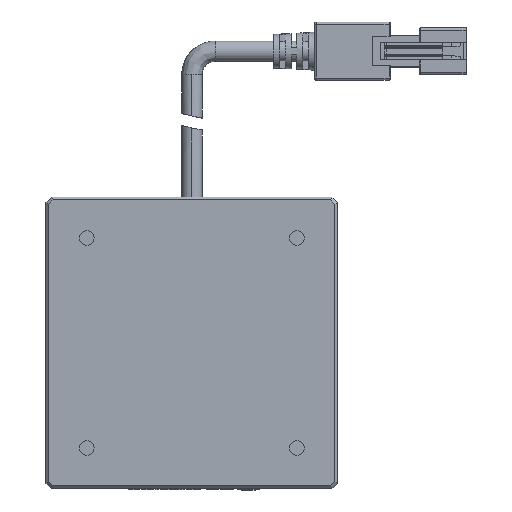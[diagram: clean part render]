
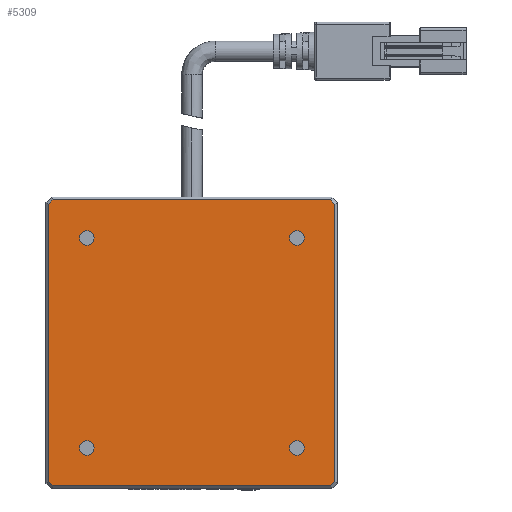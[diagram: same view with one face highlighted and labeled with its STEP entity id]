
A CAD part, top view. The second image highlights one B-rep face of the part: STEP entity #5309.
In plain terms, the highlighted planar face has unit normal (0, 0, 1).
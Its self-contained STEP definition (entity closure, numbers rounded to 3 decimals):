
#67 = EDGE_CURVE ( 'NONE', #25955, #35890, #5223, .T. ) ;
#130 = CIRCLE ( 'NONE', #8364, 1.25 ) ;
#987 = PLANE ( 'NONE',  #11034 ) ;
#1202 = CARTESIAN_POINT ( 'NONE',  ( 43.06, -10.289, 2.25 ) ) ;
#1583 = CARTESIAN_POINT ( 'NONE',  ( 2.517, -3.789, 2.25 ) ) ;
#1584 = CARTESIAN_POINT ( 'NONE',  ( 43.767, 14.211, 2.25 ) ) ;
#1961 = CARTESIAN_POINT ( 'NONE',  ( 43.767, -9.582, 2.25 ) ) ;
#2687 = FACE_OUTER_BOUND ( 'NONE', #33868, .T. ) ;
#2696 = VERTEX_POINT ( 'NONE', #9526 ) ;
#2784 = CARTESIAN_POINT ( 'NONE',  ( 43.06, 38.711, 2.25 ) ) ;
#2935 = LINE ( 'NONE', #3791, #10588 ) ;
#3791 = CARTESIAN_POINT ( 'NONE',  ( 19.267, -10.289, 2.25 ) ) ;
#4953 = CARTESIAN_POINT ( 'NONE',  ( 19.267, 38.711, 2.25 ) ) ;
#5038 = ORIENTED_EDGE ( 'NONE', *, *, #19846, .F. ) ;
#5053 = VECTOR ( 'NONE', #7858, 1000. ) ;
#5217 = DIRECTION ( 'NONE',  ( 0., 0., 1. ) ) ;
#5223 = LINE ( 'NONE', #18624, #38743 ) ;
#5309 = ADVANCED_FACE ( 'NONE', ( #2687, #10346, #36201, #19020, #27626 ), #987, .F. ) ;
#5335 = VECTOR ( 'NONE', #34485, 1000. ) ;
#5966 = EDGE_LOOP ( 'NONE', ( #27106, #5038 ) ) ;
#6165 = EDGE_CURVE ( 'NONE', #7917, #41685, #42163, .T. ) ;
#6447 = VECTOR ( 'NONE', #21568, 1000. ) ;
#6760 = ORIENTED_EDGE ( 'NONE', *, *, #37213, .F. ) ;
#6822 = CARTESIAN_POINT ( 'NONE',  ( 43.767, -9.582, 2.25 ) ) ;
#7551 = DIRECTION ( 'NONE',  ( 0., 0., 1. ) ) ;
#7858 = DIRECTION ( 'NONE',  ( 0., -1., 0. ) ) ;
#7917 = VERTEX_POINT ( 'NONE', #17456 ) ;
#8034 = ORIENTED_EDGE ( 'NONE', *, *, #6165, .F. ) ;
#8059 = DIRECTION ( 'NONE',  ( 0., 0., 1. ) ) ;
#8364 = AXIS2_PLACEMENT_3D ( 'NONE', #27051, #7551, #30258 ) ;
#8401 = CARTESIAN_POINT ( 'NONE',  ( 37.267, -3.789, 2.25 ) ) ;
#8691 = EDGE_CURVE ( 'NONE', #2696, #10324, #20035, .T. ) ;
#9526 = CARTESIAN_POINT ( 'NONE',  ( 2.517, 32.211, 2.25 ) ) ;
#10018 = VERTEX_POINT ( 'NONE', #29306 ) ;
#10086 = EDGE_LOOP ( 'NONE', ( #19180, #26787 ) ) ;
#10324 = VERTEX_POINT ( 'NONE', #40788 ) ;
#10346 = FACE_BOUND ( 'NONE', #10086, .T. ) ;
#10526 = VECTOR ( 'NONE', #38591, 1000. ) ;
#10588 = VECTOR ( 'NONE', #29793, 1000. ) ;
#10923 = CARTESIAN_POINT ( 'NONE',  ( 1.267, -3.789, 2.25 ) ) ;
#11034 = AXIS2_PLACEMENT_3D ( 'NONE', #36766, #17381, #40050 ) ;
#11174 = EDGE_CURVE ( 'NONE', #25805, #20397, #38850, .T. ) ;
#11667 = DIRECTION ( 'NONE',  ( 1., 0., 0. ) ) ;
#11771 = ORIENTED_EDGE ( 'NONE', *, *, #67, .F. ) ;
#13083 = VERTEX_POINT ( 'NONE', #1202 ) ;
#13605 = VERTEX_POINT ( 'NONE', #31789 ) ;
#13774 = DIRECTION ( 'NONE',  ( 0., 0., 1. ) ) ;
#14172 = DIRECTION ( 'NONE',  ( 1., 0., 0. ) ) ;
#14417 = CARTESIAN_POINT ( 'NONE',  ( 43.767, 38.004, 2.25 ) ) ;
#15000 = EDGE_CURVE ( 'NONE', #17336, #10018, #32851, .T. ) ;
#15028 = CARTESIAN_POINT ( 'NONE',  ( 43.06, 38.711, 2.25 ) ) ;
#15918 = CARTESIAN_POINT ( 'NONE',  ( -4.526, -10.289, 2.25 ) ) ;
#16303 = EDGE_CURVE ( 'NONE', #35890, #25805, #17906, .T. ) ;
#16493 = ORIENTED_EDGE ( 'NONE', *, *, #19390, .F. ) ;
#16674 = CARTESIAN_POINT ( 'NONE',  ( -5.233, -9.582, 2.25 ) ) ;
#16798 = VERTEX_POINT ( 'NONE', #30609 ) ;
#17336 = VERTEX_POINT ( 'NONE', #1583 ) ;
#17381 = DIRECTION ( 'NONE',  ( 0., 0., -1. ) ) ;
#17456 = CARTESIAN_POINT ( 'NONE',  ( 36.017, -3.789, 2.25 ) ) ;
#17692 = CIRCLE ( 'NONE', #21364, 1.25 ) ;
#17866 = CARTESIAN_POINT ( 'NONE',  ( 1.267, 32.211, 2.25 ) ) ;
#17906 = LINE ( 'NONE', #4953, #41775 ) ;
#17930 = CARTESIAN_POINT ( 'NONE',  ( 38.517, -3.789, 2.25 ) ) ;
#18314 = CARTESIAN_POINT ( 'NONE',  ( -5.233, 14.211, 2.25 ) ) ;
#18624 = CARTESIAN_POINT ( 'NONE',  ( -5.233, 38.004, 2.25 ) ) ;
#18657 = AXIS2_PLACEMENT_3D ( 'NONE', #24710, #5217, #27953 ) ;
#18794 = CARTESIAN_POINT ( 'NONE',  ( 1.267, 32.211, 2.25 ) ) ;
#19020 = FACE_BOUND ( 'NONE', #26362, .T. ) ;
#19180 = ORIENTED_EDGE ( 'NONE', *, *, #15000, .F. ) ;
#19390 = EDGE_CURVE ( 'NONE', #20397, #25645, #39568, .T. ) ;
#19815 = ORIENTED_EDGE ( 'NONE', *, *, #32620, .F. ) ;
#19846 = EDGE_CURVE ( 'NONE', #10324, #2696, #17692, .T. ) ;
#19899 = EDGE_CURVE ( 'NONE', #16798, #20720, #35410, .T. ) ;
#20035 = CIRCLE ( 'NONE', #21728, 1.25 ) ;
#20149 = EDGE_CURVE ( 'NONE', #10018, #17336, #30256, .T. ) ;
#20397 = VERTEX_POINT ( 'NONE', #14417 ) ;
#20708 = EDGE_CURVE ( 'NONE', #36570, #13605, #130, .T. ) ;
#20720 = VERTEX_POINT ( 'NONE', #16674 ) ;
#21124 = DIRECTION ( 'NONE',  ( 1., 0., 0. ) ) ;
#21260 = EDGE_CURVE ( 'NONE', #13605, #36570, #33087, .T. ) ;
#21296 = DIRECTION ( 'NONE',  ( 1., 0., 0. ) ) ;
#21364 = AXIS2_PLACEMENT_3D ( 'NONE', #18794, #41482, #22035 ) ;
#21568 = DIRECTION ( 'NONE',  ( 0., 1., 0. ) ) ;
#21728 = AXIS2_PLACEMENT_3D ( 'NONE', #17866, #40552, #21124 ) ;
#21985 = ORIENTED_EDGE ( 'NONE', *, *, #36911, .F. ) ;
#22035 = DIRECTION ( 'NONE',  ( 1., 0., 0. ) ) ;
#22448 = ORIENTED_EDGE ( 'NONE', *, *, #16303, .F. ) ;
#22958 = CIRCLE ( 'NONE', #18657, 1.25 ) ;
#23287 = VECTOR ( 'NONE', #36051, 1000. ) ;
#23343 = AXIS2_PLACEMENT_3D ( 'NONE', #33209, #13774, #36440 ) ;
#23514 = EDGE_LOOP ( 'NONE', ( #40480, #8034 ) ) ;
#24218 = ORIENTED_EDGE ( 'NONE', *, *, #11174, .F. ) ;
#24710 = CARTESIAN_POINT ( 'NONE',  ( 37.267, -3.789, 2.25 ) ) ;
#24804 = LINE ( 'NONE', #18314, #6447 ) ;
#25645 = VERTEX_POINT ( 'NONE', #1961 ) ;
#25805 = VERTEX_POINT ( 'NONE', #2784 ) ;
#25811 = AXIS2_PLACEMENT_3D ( 'NONE', #8401, #31095, #11667 ) ;
#25955 = VERTEX_POINT ( 'NONE', #29604 ) ;
#26362 = EDGE_LOOP ( 'NONE', ( #36374, #31015 ) ) ;
#26787 = ORIENTED_EDGE ( 'NONE', *, *, #20149, .F. ) ;
#27051 = CARTESIAN_POINT ( 'NONE',  ( 37.267, 32.211, 2.25 ) ) ;
#27079 = AXIS2_PLACEMENT_3D ( 'NONE', #27518, #8059, #30751 ) ;
#27106 = ORIENTED_EDGE ( 'NONE', *, *, #8691, .F. ) ;
#27518 = CARTESIAN_POINT ( 'NONE',  ( 1.267, -3.789, 2.25 ) ) ;
#27626 = FACE_BOUND ( 'NONE', #5966, .T. ) ;
#27953 = DIRECTION ( 'NONE',  ( 1., 0., 0. ) ) ;
#29306 = CARTESIAN_POINT ( 'NONE',  ( 0.017, -3.789, 2.25 ) ) ;
#29604 = CARTESIAN_POINT ( 'NONE',  ( -5.233, 38.004, 2.25 ) ) ;
#29793 = DIRECTION ( 'NONE',  ( -1., 0., 0. ) ) ;
#30256 = CIRCLE ( 'NONE', #41520, 1.25 ) ;
#30258 = DIRECTION ( 'NONE',  ( 1., 0., 0. ) ) ;
#30525 = ORIENTED_EDGE ( 'NONE', *, *, #19899, .F. ) ;
#30609 = CARTESIAN_POINT ( 'NONE',  ( -4.526, -10.289, 2.25 ) ) ;
#30751 = DIRECTION ( 'NONE',  ( 1., 0., 0. ) ) ;
#31015 = ORIENTED_EDGE ( 'NONE', *, *, #20708, .F. ) ;
#31095 = DIRECTION ( 'NONE',  ( 0., 0., 1. ) ) ;
#31619 = EDGE_CURVE ( 'NONE', #41685, #7917, #22958, .T. ) ;
#31789 = CARTESIAN_POINT ( 'NONE',  ( 38.517, 32.211, 2.25 ) ) ;
#31902 = LINE ( 'NONE', #6822, #23287 ) ;
#32620 = EDGE_CURVE ( 'NONE', #25645, #13083, #31902, .T. ) ;
#32851 = CIRCLE ( 'NONE', #27079, 1.25 ) ;
#33087 = CIRCLE ( 'NONE', #23343, 1.25 ) ;
#33209 = CARTESIAN_POINT ( 'NONE',  ( 37.267, 32.211, 2.25 ) ) ;
#33617 = DIRECTION ( 'NONE',  ( 0., 0., 1. ) ) ;
#33868 = EDGE_LOOP ( 'NONE', ( #30525, #21985, #19815, #16493, #24218, #22448, #11771, #6760 ) ) ;
#34485 = DIRECTION ( 'NONE',  ( 0.707, -0.707, 0. ) ) ;
#35410 = LINE ( 'NONE', #15918, #10526 ) ;
#35890 = VERTEX_POINT ( 'NONE', #39231 ) ;
#36051 = DIRECTION ( 'NONE',  ( -0.707, -0.707, 0. ) ) ;
#36201 = FACE_BOUND ( 'NONE', #23514, .T. ) ;
#36374 = ORIENTED_EDGE ( 'NONE', *, *, #21260, .F. ) ;
#36440 = DIRECTION ( 'NONE',  ( 1., 0., 0. ) ) ;
#36570 = VERTEX_POINT ( 'NONE', #36923 ) ;
#36766 = CARTESIAN_POINT ( 'NONE',  ( 19.267, 14.211, 2.25 ) ) ;
#36911 = EDGE_CURVE ( 'NONE', #13083, #16798, #2935, .T. ) ;
#36923 = CARTESIAN_POINT ( 'NONE',  ( 36.017, 32.211, 2.25 ) ) ;
#37213 = EDGE_CURVE ( 'NONE', #20720, #25955, #24804, .T. ) ;
#38017 = DIRECTION ( 'NONE',  ( 0.707, 0.707, 0. ) ) ;
#38591 = DIRECTION ( 'NONE',  ( -0.707, 0.707, 0. ) ) ;
#38743 = VECTOR ( 'NONE', #38017, 1000. ) ;
#38850 = LINE ( 'NONE', #15028, #5335 ) ;
#39231 = CARTESIAN_POINT ( 'NONE',  ( -4.526, 38.711, 2.25 ) ) ;
#39568 = LINE ( 'NONE', #1584, #5053 ) ;
#40050 = DIRECTION ( 'NONE',  ( -1., 0., 0. ) ) ;
#40480 = ORIENTED_EDGE ( 'NONE', *, *, #31619, .F. ) ;
#40552 = DIRECTION ( 'NONE',  ( 0., 0., 1. ) ) ;
#40788 = CARTESIAN_POINT ( 'NONE',  ( 0.017, 32.211, 2.25 ) ) ;
#41482 = DIRECTION ( 'NONE',  ( 0., 0., 1. ) ) ;
#41520 = AXIS2_PLACEMENT_3D ( 'NONE', #10923, #33617, #14172 ) ;
#41685 = VERTEX_POINT ( 'NONE', #17930 ) ;
#41775 = VECTOR ( 'NONE', #21296, 1000. ) ;
#42163 = CIRCLE ( 'NONE', #25811, 1.25 ) ;
